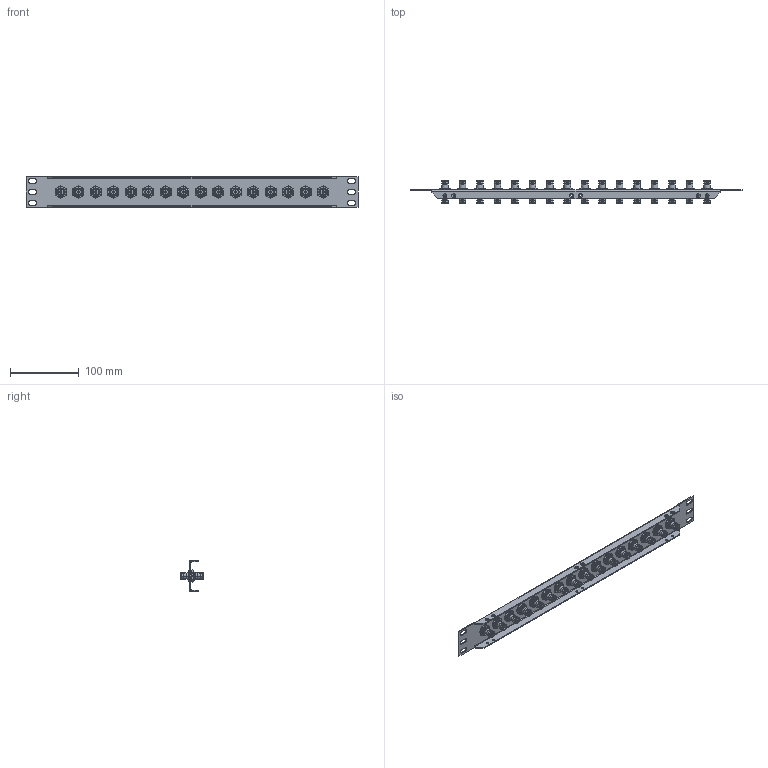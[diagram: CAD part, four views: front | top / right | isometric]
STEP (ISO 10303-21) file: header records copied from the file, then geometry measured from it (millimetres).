
FILE_DESCRIPTION (( 'STEP AP203' ), '1' );
FILE_NAME ('PR175B1675BLK.STEP', '2015-04-08T17:41:33', ( 'x' ), ( '' ), 'SwSTEP 2.0', 'SolidWorks 2014', '' );
FILE_SCHEMA (( 'CONFIG_CONTROL_DESIGN' ));
Length unit declared in the file: inch
Products named in the file (6): 3AA03-005; BA039; PR175B1675BLK; PR175-16BLK; 3AA02-008
Assembly tree (20 placements, depth 3):
  PR175B1675BLK
    PR175-16BLK
    BA039  x16
      BA039
      3AA02-008
      3AA03-005
Bounding box: 482.6 x 32.61 x 43.94 mm (x, y, z)
Volume: 77822.7 mm3; surface area: 105658.7 mm2
Topology: 49 solids, 49 shells, 4541 faces, 11736 edges, 7544 vertices
Faces by surface type: plane 1829, cylinder 1544, cone 952, bspline 152, torus 64
Entity records: 31905 total; most frequent: CARTESIAN_POINT 11474, ORIENTED_EDGE 4272, DIRECTION 3513, EDGE_CURVE 2136, VERTEX_POINT 1394, LINE 1383, VECTOR 1383, AXIS2_PLACEMENT_3D 1065
